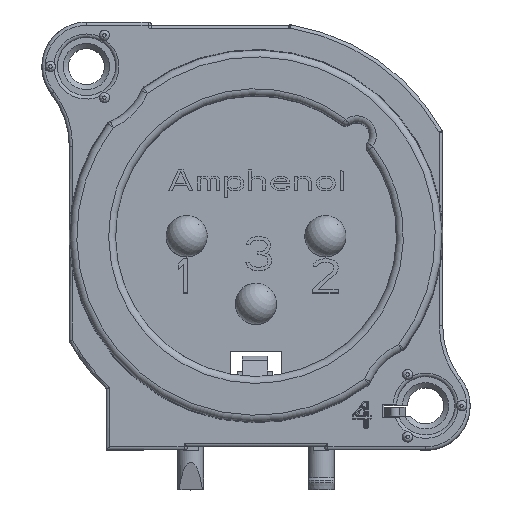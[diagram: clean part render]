
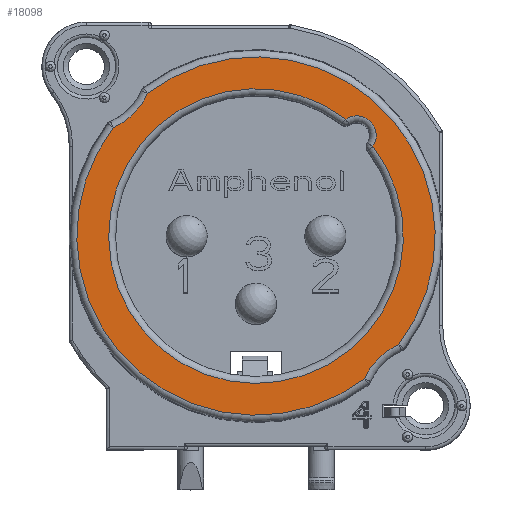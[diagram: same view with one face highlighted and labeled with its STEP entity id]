
A CAD part, top view. The second image highlights one B-rep face of the part: STEP entity #18098.
In plain terms, the highlighted planar face has unit normal (0, 0, 1).
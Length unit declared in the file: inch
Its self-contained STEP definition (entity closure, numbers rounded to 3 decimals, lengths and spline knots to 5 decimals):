
#139=FACE_BOUND('',#2276,.T.);
#546=CIRCLE('',#19331,0.15354);
#549=CIRCLE('',#19336,0.4118);
#550=CIRCLE('',#19338,0.15354);
#551=CIRCLE('',#19339,0.4118);
#552=CIRCLE('',#19340,0.33858);
#553=CIRCLE('',#19341,0.04528);
#1319=FACE_OUTER_BOUND('',#2275,.T.);
#2275=EDGE_LOOP('',(#12217,#12218,#12219,#12220));
#2276=EDGE_LOOP('',(#12221,#12222));
#7226=VERTEX_POINT('',#27641);
#7227=VERTEX_POINT('',#27645);
#7228=VERTEX_POINT('',#27651);
#7229=VERTEX_POINT('',#27655);
#7230=VERTEX_POINT('',#27658);
#7231=VERTEX_POINT('',#27659);
#9116=EDGE_CURVE('',#7226,#7227,#546,.T.);
#9119=EDGE_CURVE('',#7228,#7227,#549,.T.);
#9120=EDGE_CURVE('',#7228,#7229,#550,.T.);
#9121=EDGE_CURVE('',#7226,#7229,#551,.T.);
#9122=EDGE_CURVE('',#7230,#7231,#552,.T.);
#9123=EDGE_CURVE('',#7231,#7230,#553,.T.);
#12217=ORIENTED_EDGE('',*,*,#9119,.F.);
#12218=ORIENTED_EDGE('',*,*,#9120,.T.);
#12219=ORIENTED_EDGE('',*,*,#9121,.F.);
#12220=ORIENTED_EDGE('',*,*,#9116,.T.);
#12221=ORIENTED_EDGE('',*,*,#9122,.T.);
#12222=ORIENTED_EDGE('',*,*,#9123,.T.);
#16370=PLANE('',#19337);
#18098=ADVANCED_FACE('',(#1319,#139),#16370,.T.);
#19331=AXIS2_PLACEMENT_3D('',#27647,#21727,#21728);
#19336=AXIS2_PLACEMENT_3D('',#27653,#21737,#21738);
#19337=AXIS2_PLACEMENT_3D('',#27654,#21739,#21740);
#19338=AXIS2_PLACEMENT_3D('',#27656,#21741,#21742);
#19339=AXIS2_PLACEMENT_3D('',#27657,#21743,#21744);
#19340=AXIS2_PLACEMENT_3D('',#27660,#21745,#21746);
#19341=AXIS2_PLACEMENT_3D('',#27661,#21747,#21748);
#21727=DIRECTION('center_axis',(0.,0.,-1.));
#21728=DIRECTION('ref_axis',(-0.915,0.404,0.));
#21737=DIRECTION('center_axis',(0.,0.,-1.));
#21738=DIRECTION('ref_axis',(-0.605,0.796,0.));
#21739=DIRECTION('center_axis',(0.,0.,1.));
#21740=DIRECTION('ref_axis',(1.,0.,0.));
#21741=DIRECTION('center_axis',(0.,0.,-1.));
#21742=DIRECTION('ref_axis',(0.915,-0.404,0.));
#21743=DIRECTION('center_axis',(0.,0.,-1.));
#21744=DIRECTION('ref_axis',(0.605,-0.796,0.));
#21745=DIRECTION('center_axis',(0.,0.,-1.));
#21746=DIRECTION('ref_axis',(0.794,0.608,0.));
#21747=DIRECTION('center_axis',(0.,0.,-1.));
#21748=DIRECTION('ref_axis',(-0.555,0.832,0.));
#27641=CARTESIAN_POINT('',(0.74142,0.25491,0.04134));
#27645=CARTESIAN_POINT('',(0.8199,0.33339,0.04134));
#27647=CARTESIAN_POINT('Origin',(0.88189,0.19292,0.04134));
#27651=CARTESIAN_POINT('',(0.24284,0.91046,0.04134));
#27653=CARTESIAN_POINT('Origin',(0.49213,0.58269,0.04134));
#27654=CARTESIAN_POINT('Origin',(0.49213,0.58269,0.04134));
#27655=CARTESIAN_POINT('',(0.16435,0.83198,0.04134));
#27656=CARTESIAN_POINT('Origin',(0.10236,0.97245,0.04134));
#27657=CARTESIAN_POINT('Origin',(0.49213,0.58269,0.04134));
#27658=CARTESIAN_POINT('',(0.76087,0.78864,0.04134));
#27659=CARTESIAN_POINT('',(0.69808,0.85142,0.04134));
#27660=CARTESIAN_POINT('Origin',(0.49213,0.58269,0.04134));
#27661=CARTESIAN_POINT('Origin',(0.72319,0.81375,0.04134));
